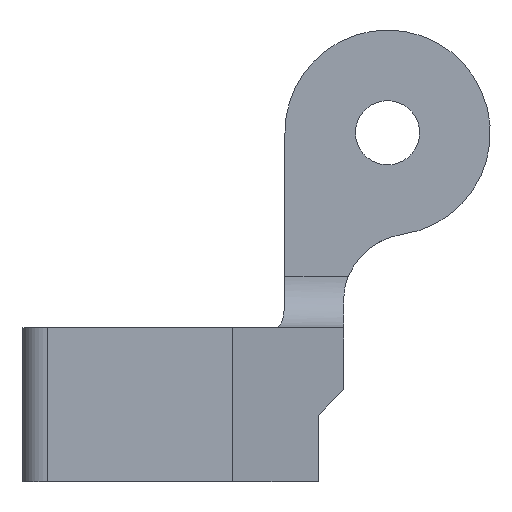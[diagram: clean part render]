
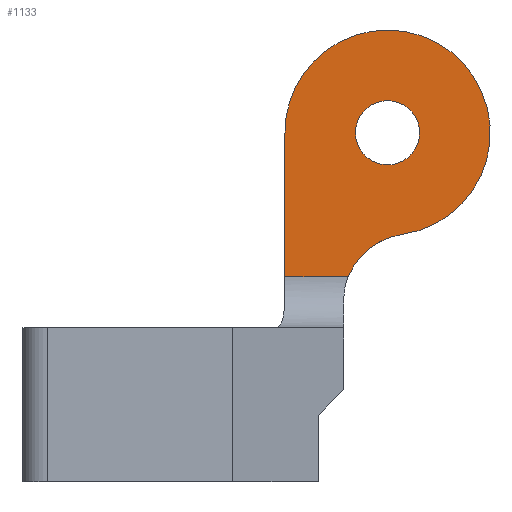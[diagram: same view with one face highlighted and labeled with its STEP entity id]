
A CAD part, left-side view. The second image highlights one B-rep face of the part: STEP entity #1133.
In plain terms, the highlighted planar face has unit normal (-1, 0, 0).
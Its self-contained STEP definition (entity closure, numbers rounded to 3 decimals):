
#35 = VECTOR ( 'NONE', #1136, 1000. ) ;
#54 = VERTEX_POINT ( 'NONE', #104 ) ;
#56 = EDGE_CURVE ( 'NONE', #1272, #586, #1282, .T. ) ;
#71 = VERTEX_POINT ( 'NONE', #1346 ) ;
#104 = CARTESIAN_POINT ( 'NONE',  ( -7.67, -7.766, 14.85 ) ) ;
#110 = LINE ( 'NONE', #609, #1402 ) ;
#118 = CARTESIAN_POINT ( 'NONE',  ( -7.67, -6.239, 8. ) ) ;
#136 = LINE ( 'NONE', #642, #35 ) ;
#193 = ORIENTED_EDGE ( 'NONE', *, *, #1469, .T. ) ;
#206 = CARTESIAN_POINT ( 'NONE',  ( -7.67, -3.767, 13.509 ) ) ;
#211 = AXIS2_PLACEMENT_3D ( 'NONE', #791, #989, #1470 ) ;
#218 = VERTEX_POINT ( 'NONE', #118 ) ;
#230 = ORIENTED_EDGE ( 'NONE', *, *, #56, .T. ) ;
#237 = CARTESIAN_POINT ( 'NONE',  ( -7.67, -7.766, 17.6 ) ) ;
#331 = ORIENTED_EDGE ( 'NONE', *, *, #1401, .T. ) ;
#370 = CARTESIAN_POINT ( 'NONE',  ( -7.67, -8.731, 6.975 ) ) ;
#376 = CARTESIAN_POINT ( 'NONE',  ( -7.67, -8.731, 6.975 ) ) ;
#391 = DIRECTION ( 'NONE',  ( 0., 0., -1. ) ) ;
#403 = DIRECTION ( 'NONE',  ( 0., 0., 1. ) ) ;
#406 = AXIS2_PLACEMENT_3D ( 'NONE', #1101, #1583, #480 ) ;
#425 = CARTESIAN_POINT ( 'NONE',  ( -7.67, -3.767, 12. ) ) ;
#442 = VERTEX_POINT ( 'NONE', #1251 ) ;
#449 = ORIENTED_EDGE ( 'NONE', *, *, #1259, .T. ) ;
#480 = DIRECTION ( 'NONE',  ( 0., 0., 1. ) ) ;
#491 = FACE_BOUND ( 'NONE', #823, .T. ) ;
#492 = VERTEX_POINT ( 'NONE', #1032 ) ;
#536 = ORIENTED_EDGE ( 'NONE', *, *, #1358, .T. ) ;
#555 = VERTEX_POINT ( 'NONE', #425 ) ;
#560 = EDGE_CURVE ( 'NONE', #54, #492, #1107, .T. ) ;
#586 = VERTEX_POINT ( 'NONE', #237 ) ;
#603 = CARTESIAN_POINT ( 'NONE',  ( -7.67, -7.766, 13.6 ) ) ;
#609 = CARTESIAN_POINT ( 'NONE',  ( -7.67, -8.731, 8. ) ) ;
#636 = CIRCLE ( 'NONE', #1526, 2.695 ) ;
#642 = CARTESIAN_POINT ( 'NONE',  ( -7.67, -3.767, 12. ) ) ;
#711 = DIRECTION ( 'NONE',  ( 0., 0., -1. ) ) ;
#784 = EDGE_CURVE ( 'NONE', #492, #54, #921, .T. ) ;
#791 = CARTESIAN_POINT ( 'NONE',  ( -7.67, -7.766, 13.6 ) ) ;
#816 = ORIENTED_EDGE ( 'NONE', *, *, #784, .F. ) ;
#823 = EDGE_LOOP ( 'NONE', ( #924, #816 ) ) ;
#869 = DIRECTION ( 'NONE',  ( -1., 0., 0. ) ) ;
#873 = DIRECTION ( 'NONE',  ( 1., 0., 0. ) ) ;
#878 = AXIS2_PLACEMENT_3D ( 'NONE', #1023, #1506, #403 ) ;
#902 = AXIS2_PLACEMENT_3D ( 'NONE', #370, #869, #1356 ) ;
#921 = CIRCLE ( 'NONE', #211, 1.25 ) ;
#924 = ORIENTED_EDGE ( 'NONE', *, *, #560, .F. ) ;
#967 = ORIENTED_EDGE ( 'NONE', *, *, #1034, .T. ) ;
#989 = DIRECTION ( 'NONE',  ( -1., 0., 0. ) ) ;
#993 = FACE_OUTER_BOUND ( 'NONE', #1423, .T. ) ;
#1014 = LINE ( 'NONE', #1496, #1449 ) ;
#1023 = CARTESIAN_POINT ( 'NONE',  ( -7.67, -7.766, 13.6 ) ) ;
#1032 = CARTESIAN_POINT ( 'NONE',  ( -7.67, -7.766, 12.35 ) ) ;
#1034 = EDGE_CURVE ( 'NONE', #442, #555, #1316, .T. ) ;
#1101 = CARTESIAN_POINT ( 'NONE',  ( -7.67, -7.766, 13.6 ) ) ;
#1102 = DIRECTION ( 'NONE',  ( -1., 0., 0. ) ) ;
#1107 = CIRCLE ( 'NONE', #406, 1.25 ) ;
#1108 = DIRECTION ( 'NONE',  ( 0., -1., 0. ) ) ;
#1133 = ADVANCED_FACE ( 'NONE', ( #491, #993 ), #1473, .T. ) ;
#1136 = DIRECTION ( 'NONE',  ( 0., 1., 0. ) ) ;
#1169 = VERTEX_POINT ( 'NONE', #1485 ) ;
#1188 = EDGE_CURVE ( 'NONE', #555, #71, #136, .T. ) ;
#1251 = CARTESIAN_POINT ( 'NONE',  ( -7.67, -3.767, 13.509 ) ) ;
#1259 = EDGE_CURVE ( 'NONE', #586, #442, #1557, .T. ) ;
#1272 = VERTEX_POINT ( 'NONE', #1437 ) ;
#1282 = CIRCLE ( 'NONE', #1451, 4. ) ;
#1316 = LINE ( 'NONE', #206, #1534 ) ;
#1346 = CARTESIAN_POINT ( 'NONE',  ( -7.67, -3.766, 12. ) ) ;
#1356 = DIRECTION ( 'NONE',  ( 0., 0., 1. ) ) ;
#1358 = EDGE_CURVE ( 'NONE', #1169, #218, #110, .T. ) ;
#1362 = DIRECTION ( 'NONE',  ( 0., 0., 1. ) ) ;
#1401 = EDGE_CURVE ( 'NONE', #218, #1272, #636, .T. ) ;
#1402 = VECTOR ( 'NONE', #1108, 1000. ) ;
#1423 = EDGE_LOOP ( 'NONE', ( #193, #536, #331, #230, #449, #967, #1551 ) ) ;
#1437 = CARTESIAN_POINT ( 'NONE',  ( -7.67, -8.343, 9.642 ) ) ;
#1449 = VECTOR ( 'NONE', #391, 1000. ) ;
#1451 = AXIS2_PLACEMENT_3D ( 'NONE', #603, #1102, #1584 ) ;
#1469 = EDGE_CURVE ( 'NONE', #71, #1169, #1014, .T. ) ;
#1470 = DIRECTION ( 'NONE',  ( 0., 0., 1. ) ) ;
#1473 = PLANE ( 'NONE',  #902 ) ;
#1485 = CARTESIAN_POINT ( 'NONE',  ( -7.67, -3.766, 8. ) ) ;
#1496 = CARTESIAN_POINT ( 'NONE',  ( -7.67, -3.766, 12. ) ) ;
#1506 = DIRECTION ( 'NONE',  ( -1., 0., 0. ) ) ;
#1526 = AXIS2_PLACEMENT_3D ( 'NONE', #376, #873, #1362 ) ;
#1534 = VECTOR ( 'NONE', #711, 1000. ) ;
#1551 = ORIENTED_EDGE ( 'NONE', *, *, #1188, .T. ) ;
#1557 = CIRCLE ( 'NONE', #878, 4. ) ;
#1583 = DIRECTION ( 'NONE',  ( -1., 0., 0. ) ) ;
#1584 = DIRECTION ( 'NONE',  ( 0., 0., 1. ) ) ;
